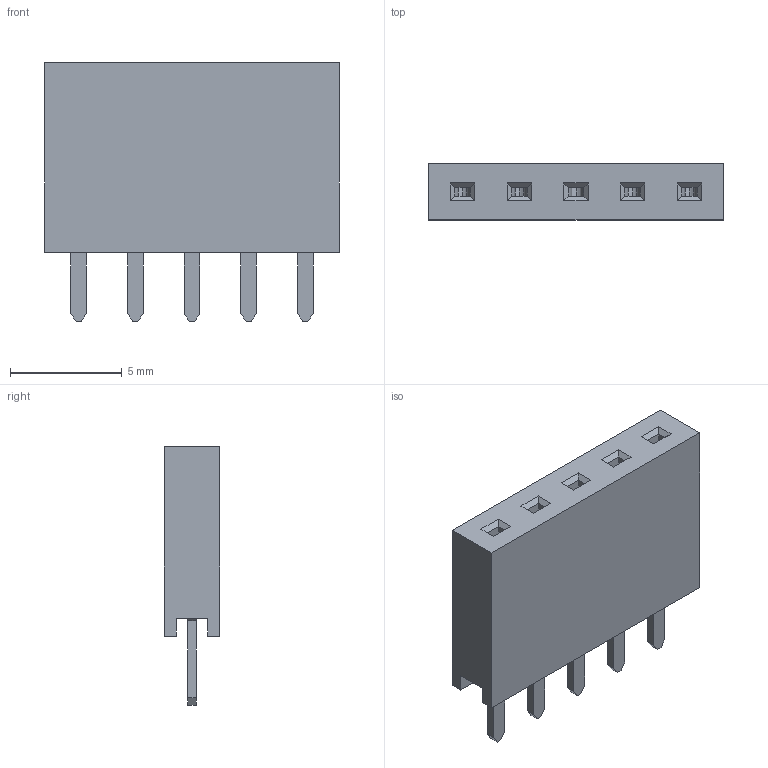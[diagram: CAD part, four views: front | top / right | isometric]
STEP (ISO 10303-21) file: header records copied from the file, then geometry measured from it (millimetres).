
FILE_DESCRIPTION(/* description */ (''),/* implementation_level */ '2;1');
FILE_NAME(/* name */ 'ULO-FH411-1_5SF11.step',/* time_stamp */ '2018-12-20T00:23:17+09:00',/* author */ ('atsushi.sasaki'),/* organization */ (''),/* preprocessor_version */ 'ST-DEVELOPER v17.2',/* originating_system */ 'Autodesk Translation Framework v7.6.0.251',/* authorisation */ '');
FILE_SCHEMA (('AUTOMOTIVE_DESIGN { 1 0 10303 214 3 1 1 }'));
Length unit declared in the file: millimetre
Products named in the file (3): ULO-FH411-1*15SF11; 6130xx11821_PIN; 61301611821
Assembly tree (6 placements, depth 2):
  ULO-FH411-1*15SF11
    6130xx11821_PIN  x5
    61301611821
Bounding box: 13.2 x 2.5 x 11.6 mm (x, y, z)
Volume: 255.1 mm3; surface area: 685.8 mm2
Topology: 6 solids, 6 shells, 195 faces, 529 edges, 346 vertices
Faces by surface type: plane 175, cylinder 10, bspline 10
Entity records: 3145 total; most frequent: CARTESIAN_POINT 561, ORIENTED_EDGE 506, DIRECTION 457, EDGE_CURVE 253, LINE 245, VECTOR 245, VERTEX_POINT 162, AXIS2_PLACEMENT_3D 106
